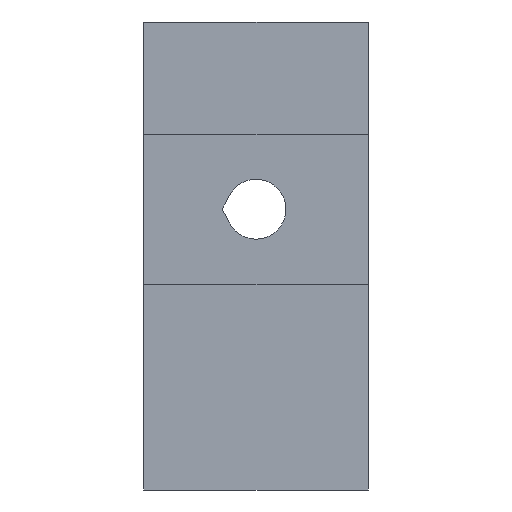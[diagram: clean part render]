
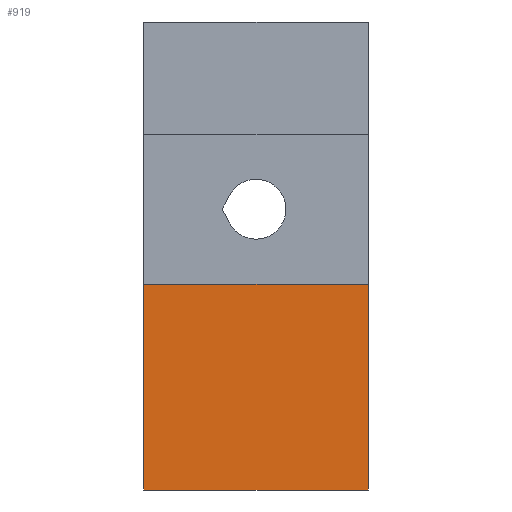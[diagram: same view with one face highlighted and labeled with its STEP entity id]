
A CAD part, left-side view. The second image highlights one B-rep face of the part: STEP entity #919.
In plain terms, the highlighted planar face has unit normal (-1, 0, 0).
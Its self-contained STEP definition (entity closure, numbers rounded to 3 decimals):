
#73=FACE_OUTER_BOUND('',#125,.T.);
#125=EDGE_LOOP('',(#791,#792,#793,#794));
#217=LINE('',#1404,#336);
#238=LINE('',#1454,#357);
#244=LINE('',#1466,#363);
#245=LINE('',#1467,#364);
#336=VECTOR('',#1144,10.);
#357=VECTOR('',#1191,10.);
#363=VECTOR('',#1203,10.);
#364=VECTOR('',#1204,10.);
#433=VERTEX_POINT('',#1401);
#434=VERTEX_POINT('',#1403);
#450=VERTEX_POINT('',#1453);
#453=VERTEX_POINT('',#1465);
#543=EDGE_CURVE('',#434,#433,#217,.T.);
#567=EDGE_CURVE('',#450,#434,#238,.T.);
#573=EDGE_CURVE('',#433,#453,#244,.T.);
#574=EDGE_CURVE('',#453,#450,#245,.T.);
#791=ORIENTED_EDGE('',*,*,#567,.T.);
#792=ORIENTED_EDGE('',*,*,#543,.T.);
#793=ORIENTED_EDGE('',*,*,#573,.T.);
#794=ORIENTED_EDGE('',*,*,#574,.T.);
#872=PLANE('',#988);
#919=ADVANCED_FACE('',(#73),#872,.T.);
#988=AXIS2_PLACEMENT_3D('',#1464,#1201,#1202);
#1144=DIRECTION('',(0.,0.,-1.));
#1191=DIRECTION('',(0.,1.,0.));
#1201=DIRECTION('center_axis',(-1.,0.,0.));
#1202=DIRECTION('ref_axis',(0.,0.,1.));
#1203=DIRECTION('',(0.,-1.,0.));
#1204=DIRECTION('',(0.,0.,1.));
#1401=CARTESIAN_POINT('',(-11.,6.,-25.));
#1403=CARTESIAN_POINT('',(-11.,6.,-14.));
#1404=CARTESIAN_POINT('',(-11.,6.,0.));
#1453=CARTESIAN_POINT('',(-11.,-6.,-14.));
#1454=CARTESIAN_POINT('',(-11.,3.,-14.));
#1464=CARTESIAN_POINT('Origin',(-11.,0.,-12.5));
#1465=CARTESIAN_POINT('',(-11.,-6.,-25.));
#1466=CARTESIAN_POINT('',(-11.,-6.,-25.));
#1467=CARTESIAN_POINT('',(-11.,-6.,-3.));
